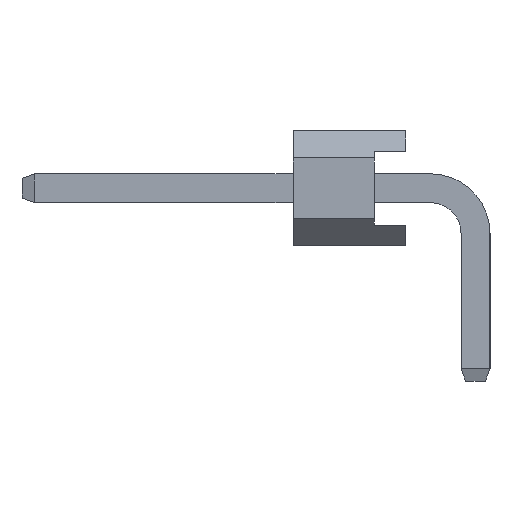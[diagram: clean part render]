
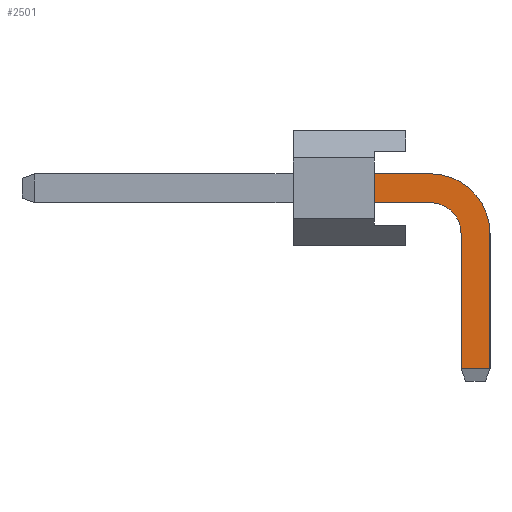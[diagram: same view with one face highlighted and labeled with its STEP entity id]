
A CAD part, left-side view. The second image highlights one B-rep face of the part: STEP entity #2501.
In plain terms, the highlighted planar face has unit normal (-1, 0, 0).
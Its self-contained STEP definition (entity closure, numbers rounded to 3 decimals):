
#2501=ADVANCED_FACE('',(#6957),#6959,.T.);
#6957=FACE_BOUND('',#6958,.T.);
#6958=EDGE_LOOP('',(#10577,#10578,#10579,#10580,#10581,#10582,#10583,#10584));
#6959=PLANE('',#6960);
#6960=AXIS2_PLACEMENT_3D('',#6961,#6962,#6963);
#6961=CARTESIAN_POINT('',(-0.32,0.32,-3.));
#6962=DIRECTION('',(-1.,0.,0.));
#6963=DIRECTION('',(0.,-1.,0.));
#10577=ORIENTED_EDGE('',*,*,#12733,.T.);
#10578=ORIENTED_EDGE('',*,*,#12734,.T.);
#10579=ORIENTED_EDGE('',*,*,#12735,.T.);
#10580=ORIENTED_EDGE('',*,*,#12736,.T.);
#10581=ORIENTED_EDGE('',*,*,#12029,.T.);
#10582=ORIENTED_EDGE('',*,*,#12737,.F.);
#10583=ORIENTED_EDGE('',*,*,#12738,.F.);
#10584=ORIENTED_EDGE('',*,*,#12739,.F.);
#12029=EDGE_CURVE('',#13769,#13770,#13771,.T.);
#12733=EDGE_CURVE('',#14873,#14874,#14875,.T.);
#12734=EDGE_CURVE('',#14874,#14876,#14877,.T.);
#12735=EDGE_CURVE('',#14876,#14878,#14879,.T.);
#12736=EDGE_CURVE('',#14878,#13769,#14880,.T.);
#12737=EDGE_CURVE('',#14881,#13770,#14882,.T.);
#12738=EDGE_CURVE('',#14883,#14881,#14884,.T.);
#12739=EDGE_CURVE('',#14873,#14883,#14885,.T.);
#13769=VERTEX_POINT('',#16737);
#13770=VERTEX_POINT('',#16738);
#13771=LINE('',#16739,#16740);
#14873=VERTEX_POINT('',#19313);
#14874=VERTEX_POINT('',#19314);
#14875=LINE('',#19315,#19316);
#14876=VERTEX_POINT('',#19318);
#14877=LINE('',#19319,#19320);
#14878=VERTEX_POINT('',#19322);
#14879=CIRCLE('',#19323,1.32);
#14880=LINE('',#19327,#19328);
#14881=VERTEX_POINT('',#19330);
#14882=LINE('',#19331,#19332);
#14883=VERTEX_POINT('',#19334);
#14884=CIRCLE('',#19335,0.68);
#14885=LINE('',#19339,#19340);
#16737=CARTESIAN_POINT('',(-0.32,2.24,1.59));
#16738=CARTESIAN_POINT('',(-0.32,2.24,0.95));
#16739=CARTESIAN_POINT('',(-0.32,2.24,1.59));
#16740=VECTOR('',#16741,1.);
#16741=DIRECTION('',(0.,0.,-1.));
#19313=CARTESIAN_POINT('',(-0.32,0.32,-2.725));
#19314=CARTESIAN_POINT('',(-0.32,-0.32,-2.725));
#19315=CARTESIAN_POINT('',(-0.32,0.32,-2.725));
#19316=VECTOR('',#19317,1.);
#19317=DIRECTION('',(0.,-1.,0.));
#19318=CARTESIAN_POINT('',(-0.32,-0.32,0.27));
#19319=CARTESIAN_POINT('',(-0.32,-0.32,-2.725));
#19320=VECTOR('',#19321,1.);
#19321=DIRECTION('',(0.,0.,1.));
#19322=CARTESIAN_POINT('',(-0.32,1.,1.59));
#19323=AXIS2_PLACEMENT_3D('',#19324,#19325,#19326);
#19324=CARTESIAN_POINT('',(-0.32,1.,0.27));
#19325=DIRECTION('',(-1.,-0.,0.));
#19326=DIRECTION('',(0.,-1.,0.));
#19327=CARTESIAN_POINT('',(-0.32,1.,1.59));
#19328=VECTOR('',#19329,1.);
#19329=DIRECTION('',(0.,1.,0.));
#19330=CARTESIAN_POINT('',(-0.32,1.,0.95));
#19331=CARTESIAN_POINT('',(-0.32,1.,0.95));
#19332=VECTOR('',#19333,1.);
#19333=DIRECTION('',(0.,1.,0.));
#19334=CARTESIAN_POINT('',(-0.32,0.32,0.27));
#19335=AXIS2_PLACEMENT_3D('',#19336,#19337,#19338);
#19336=CARTESIAN_POINT('',(-0.32,1.,0.27));
#19337=DIRECTION('',(-1.,-0.,0.));
#19338=DIRECTION('',(0.,-1.,0.));
#19339=CARTESIAN_POINT('',(-0.32,0.32,-2.725));
#19340=VECTOR('',#19341,1.);
#19341=DIRECTION('',(0.,0.,1.));
